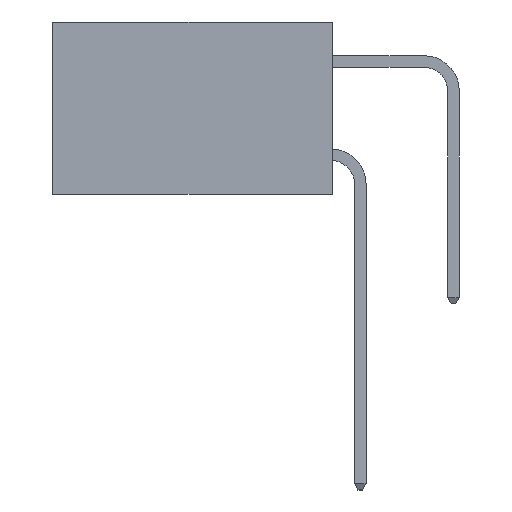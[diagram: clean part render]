
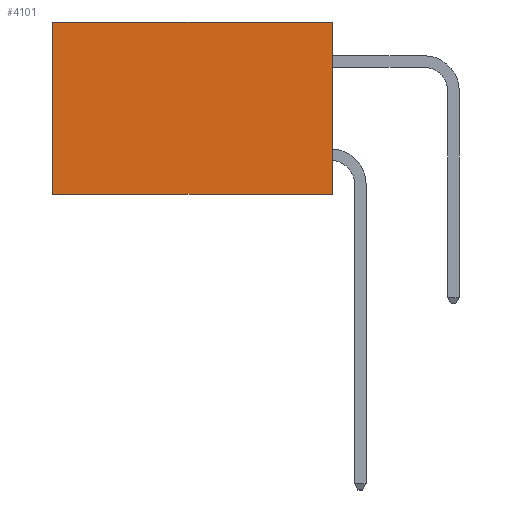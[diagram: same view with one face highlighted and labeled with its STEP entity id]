
A CAD part, left-side view. The second image highlights one B-rep face of the part: STEP entity #4101.
In plain terms, the highlighted planar face has unit normal (-1, 0, 0).
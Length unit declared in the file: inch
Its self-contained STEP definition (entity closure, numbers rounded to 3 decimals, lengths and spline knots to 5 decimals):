
#419 = CARTESIAN_POINT ( 'NONE',  ( 0.2615, 0.6, -0.37 ) ) ;
#605 = ORIENTED_EDGE ( 'NONE', *, *, #9679, .T. ) ;
#657 = DIRECTION ( 'NONE',  ( 0., 0., -1. ) ) ;
#727 = EDGE_LOOP ( 'NONE', ( #605, #3104, #1417, #6255 ) ) ;
#873 = CARTESIAN_POINT ( 'NONE',  ( 0.2615, 0., -0.37 ) ) ;
#981 = VECTOR ( 'NONE', #7092, 39.37008 ) ;
#1277 = DIRECTION ( 'NONE',  ( 0., 1., 0. ) ) ;
#1319 = VERTEX_POINT ( 'NONE', #6829 ) ;
#1417 = ORIENTED_EDGE ( 'NONE', *, *, #10624, .F. ) ;
#1688 = LINE ( 'NONE', #4313, #981 ) ;
#1783 = DIRECTION ( 'NONE',  ( 0., 1., 0. ) ) ;
#2117 = LINE ( 'NONE', #11182, #7443 ) ;
#3104 = ORIENTED_EDGE ( 'NONE', *, *, #9468, .F. ) ;
#3890 = DIRECTION ( 'NONE',  ( 0., 0., -1. ) ) ;
#4101 = ADVANCED_FACE ( 'NONE', ( #5345 ), #5274, .F. ) ;
#4313 = CARTESIAN_POINT ( 'NONE',  ( 0.2615, 0.6, -0.37 ) ) ;
#4574 = DIRECTION ( 'NONE',  ( 1., 0., 0. ) ) ;
#4618 = CARTESIAN_POINT ( 'NONE',  ( 0.2615, 0., 0. ) ) ;
#5247 = EDGE_CURVE ( 'NONE', #8550, #1319, #8243, .T. ) ;
#5274 = PLANE ( 'NONE',  #6171 ) ;
#5345 = FACE_OUTER_BOUND ( 'NONE', #727, .T. ) ;
#5379 = CARTESIAN_POINT ( 'NONE',  ( 0.2615, 0., 0. ) ) ;
#6171 = AXIS2_PLACEMENT_3D ( 'NONE', #873, #4574, #657 ) ;
#6188 = VERTEX_POINT ( 'NONE', #419 ) ;
#6255 = ORIENTED_EDGE ( 'NONE', *, *, #5247, .T. ) ;
#6829 = CARTESIAN_POINT ( 'NONE',  ( 0.2615, 0.6, 0. ) ) ;
#6893 = VECTOR ( 'NONE', #3890, 39.37008 ) ;
#7092 = DIRECTION ( 'NONE',  ( 0., 0., -1. ) ) ;
#7443 = VECTOR ( 'NONE', #1277, 39.37008 ) ;
#8089 = VECTOR ( 'NONE', #1783, 39.37008 ) ;
#8243 = LINE ( 'NONE', #5379, #8089 ) ;
#8296 = CARTESIAN_POINT ( 'NONE',  ( 0.2615, 0., -0.37 ) ) ;
#8550 = VERTEX_POINT ( 'NONE', #4618 ) ;
#9280 = LINE ( 'NONE', #8296, #6893 ) ;
#9468 = EDGE_CURVE ( 'NONE', #10095, #6188, #2117, .T. ) ;
#9679 = EDGE_CURVE ( 'NONE', #1319, #6188, #1688, .T. ) ;
#10095 = VERTEX_POINT ( 'NONE', #10903 ) ;
#10624 = EDGE_CURVE ( 'NONE', #8550, #10095, #9280, .T. ) ;
#10903 = CARTESIAN_POINT ( 'NONE',  ( 0.2615, 0., -0.37 ) ) ;
#11182 = CARTESIAN_POINT ( 'NONE',  ( 0.2615, 0., -0.37 ) ) ;
